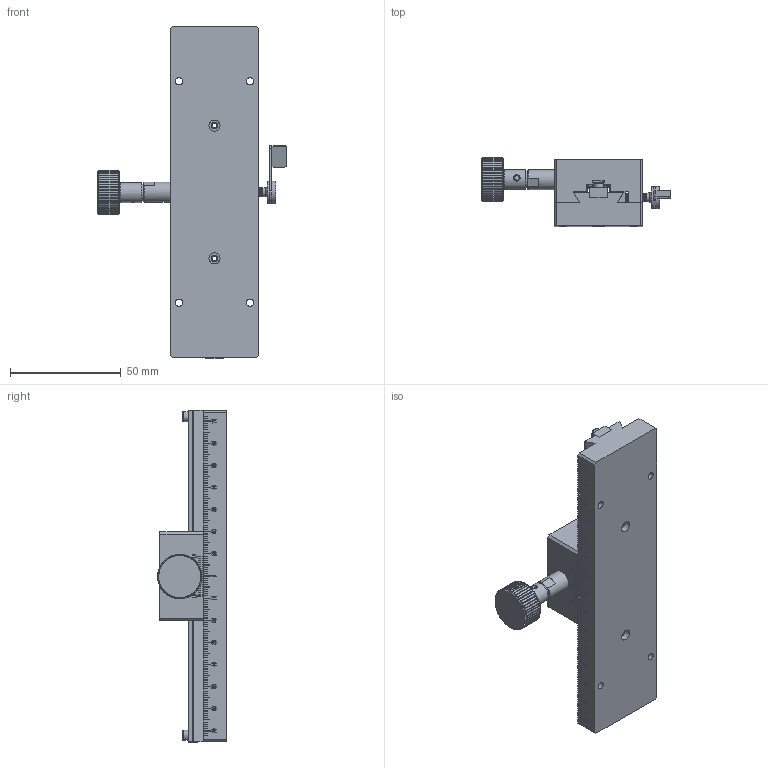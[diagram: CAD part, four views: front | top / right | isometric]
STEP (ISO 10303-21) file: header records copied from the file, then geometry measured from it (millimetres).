
FILE_DESCRIPTION (( 'STEP AP203' ), '1' );
FILE_NAME ('528734.STEP', '2024-10-14T09:25:34', ( 'Windows User' ), ( 'P R C' ), 'SwSTEP 2.0', 'SolidWorks 2020', '' );
FILE_SCHEMA (( 'CONFIG_CONTROL_DESIGN' ));
Products named in the file (1): 528734
Bounding box: 85.49 x 31.06 x 150 mm (x, y, z)
Volume: 111424 mm3; surface area: 40537.8 mm2
Topology: 18 solids, 18 shells, 2136 faces, 5655 edges, 3627 vertices
Faces by surface type: plane 1337, bspline 346, cone 247, cylinder 206
Full cylindrical faces by diameter (mm): 2.05 x5, 2.2 x1, 2.5 x22, 2.9 x4, 3 x2, 3.3 x5, 4 x16, 4.1 x2, 4.5 x4, 5 x2, 6 x4, 7.4 x1, 8 x4, 9 x3, 10 x2
Entity records: 158809 total; most frequent: CARTESIAN_POINT 109961, ORIENTED_EDGE 10938, DIRECTION 8428, EDGE_CURVE 5469, LINE 3628, VECTOR 3628, VERTEX_POINT 3567, AXIS2_PLACEMENT_3D 2400
